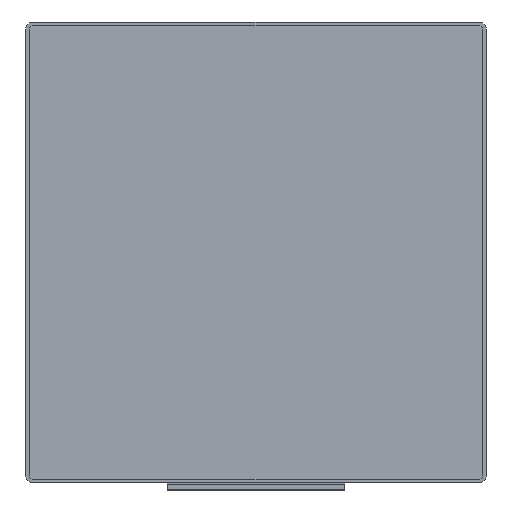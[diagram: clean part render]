
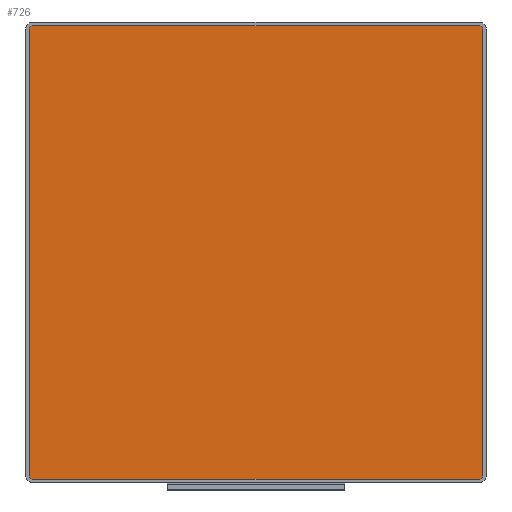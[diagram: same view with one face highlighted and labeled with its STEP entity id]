
A CAD part, front view. The second image highlights one B-rep face of the part: STEP entity #726.
In plain terms, the highlighted planar face has unit normal (0, -1, 0).
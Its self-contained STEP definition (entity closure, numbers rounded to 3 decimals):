
#35=CIRCLE('',#831,0.1);
#37=CIRCLE('',#835,0.1);
#39=CIRCLE('',#839,0.1);
#41=CIRCLE('',#843,0.1);
#256=ORIENTED_EDGE('',*,*,#346,.F.);
#257=ORIENTED_EDGE('',*,*,#367,.F.);
#258=ORIENTED_EDGE('',*,*,#364,.F.);
#259=ORIENTED_EDGE('',*,*,#361,.F.);
#260=ORIENTED_EDGE('',*,*,#358,.F.);
#261=ORIENTED_EDGE('',*,*,#355,.F.);
#262=ORIENTED_EDGE('',*,*,#352,.F.);
#263=ORIENTED_EDGE('',*,*,#349,.F.);
#346=EDGE_CURVE('',#418,#419,#35,.T.);
#349=EDGE_CURVE('',#419,#421,#491,.T.);
#352=EDGE_CURVE('',#421,#423,#37,.T.);
#355=EDGE_CURVE('',#423,#425,#495,.T.);
#358=EDGE_CURVE('',#425,#427,#39,.T.);
#361=EDGE_CURVE('',#427,#429,#499,.T.);
#364=EDGE_CURVE('',#429,#431,#41,.T.);
#367=EDGE_CURVE('',#431,#418,#503,.T.);
#418=VERTEX_POINT('',#1217);
#419=VERTEX_POINT('',#1219);
#421=VERTEX_POINT('',#1225);
#423=VERTEX_POINT('',#1231);
#425=VERTEX_POINT('',#1237);
#427=VERTEX_POINT('',#1243);
#429=VERTEX_POINT('',#1249);
#431=VERTEX_POINT('',#1255);
#491=LINE('',#1224,#563);
#495=LINE('',#1236,#567);
#499=LINE('',#1248,#571);
#503=LINE('',#1259,#575);
#563=VECTOR('',#1015,1000.);
#567=VECTOR('',#1027,1000.);
#571=VECTOR('',#1039,1000.);
#575=VECTOR('',#1051,1000.);
#616=EDGE_LOOP('',(#256,#257,#258,#259,#260,#261,#262,#263));
#658=FACE_BOUND('',#616,.T.);
#686=PLANE('',#845);
#726=ADVANCED_FACE('',(#658),#686,.F.);
#831=AXIS2_PLACEMENT_3D('',#1218,#1009,#1010);
#835=AXIS2_PLACEMENT_3D('',#1230,#1021,#1022);
#839=AXIS2_PLACEMENT_3D('',#1242,#1033,#1034);
#843=AXIS2_PLACEMENT_3D('',#1254,#1045,#1046);
#845=AXIS2_PLACEMENT_3D('',#1260,#1052,#1053);
#1009=DIRECTION('',(0.,1.,0.));
#1010=DIRECTION('',(1.,0.,0.));
#1015=DIRECTION('',(1.,0.,0.));
#1021=DIRECTION('',(0.,1.,0.));
#1022=DIRECTION('',(-1.,0.,0.));
#1027=DIRECTION('',(0.,0.,-1.));
#1033=DIRECTION('',(0.,1.,0.));
#1034=DIRECTION('',(1.,0.,0.));
#1039=DIRECTION('',(-1.,0.,0.));
#1045=DIRECTION('',(0.,1.,0.));
#1046=DIRECTION('',(1.,0.,0.));
#1051=DIRECTION('',(0.,0.,1.));
#1052=DIRECTION('',(0.,1.,0.));
#1053=DIRECTION('',(0.,0.,1.));
#1217=CARTESIAN_POINT('',(-6.4,-499.995,6.3));
#1218=CARTESIAN_POINT('',(-6.3,-499.995,6.3));
#1219=CARTESIAN_POINT('',(-6.3,-499.995,6.4));
#1224=CARTESIAN_POINT('',(-6.3,-499.995,6.4));
#1225=CARTESIAN_POINT('',(6.3,-499.995,6.4));
#1230=CARTESIAN_POINT('',(6.3,-499.995,6.3));
#1231=CARTESIAN_POINT('',(6.4,-499.995,6.3));
#1236=CARTESIAN_POINT('',(6.4,-499.995,6.3));
#1237=CARTESIAN_POINT('',(6.4,-499.995,-6.3));
#1242=CARTESIAN_POINT('',(6.3,-499.995,-6.3));
#1243=CARTESIAN_POINT('',(6.3,-499.995,-6.4));
#1248=CARTESIAN_POINT('',(6.3,-499.995,-6.4));
#1249=CARTESIAN_POINT('',(-6.3,-499.995,-6.4));
#1254=CARTESIAN_POINT('',(-6.3,-499.995,-6.3));
#1255=CARTESIAN_POINT('',(-6.4,-499.995,-6.3));
#1259=CARTESIAN_POINT('',(-6.4,-499.995,-6.3));
#1260=CARTESIAN_POINT('',(-6.3,-499.995,6.3));
